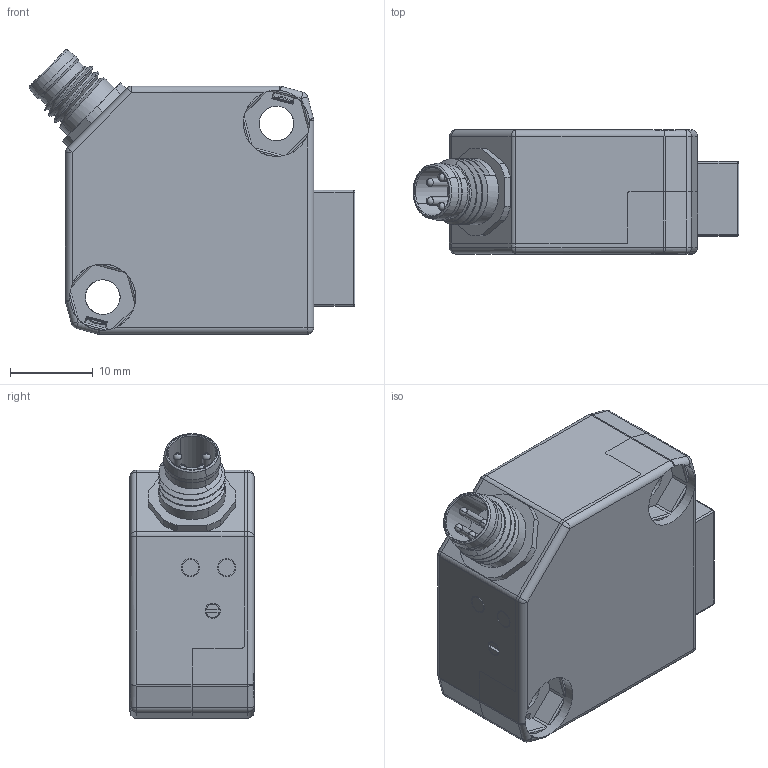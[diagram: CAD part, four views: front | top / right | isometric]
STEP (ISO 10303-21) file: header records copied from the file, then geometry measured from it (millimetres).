
FILE_DESCRIPTION((''),'2;1');
FILE_NAME('LRS-3030-PEFU','2011-10-11T',('RB'),(''),'PRO/ENGINEER BY PARAMETRIC TECHNOLOGY CORPORATION, 2010370','PRO/ENGINEER BY PARAMETRIC TECHNOLOGY CORPORATION, 2010370','');
FILE_SCHEMA(('CONFIG_CONTROL_DESIGN'));
Length unit declared in the file: millimetre
Products named in the file (1): LRS-3030-PEFU
Bounding box: 39.41 x 15 x 34.41 mm (x, y, z)
Surface area: 5089.2 mm2 (no closed solid volume)
Topology: 0 solids, 14 shells, 350 faces, 1159 edges, 805 vertices
Faces by surface type: plane 175, cylinder 134, sphere 26, cone 10, bspline 3, torus 2
Entity records: 14611 total; most frequent: CARTESIAN_POINT 4714, DIRECTION 2008, ORIENTED_EDGE 1970, EDGE_CURVE 1144, VERTEX_POINT 791, AXIS2_PLACEMENT_3D 686, VECTOR 636, LINE 636
